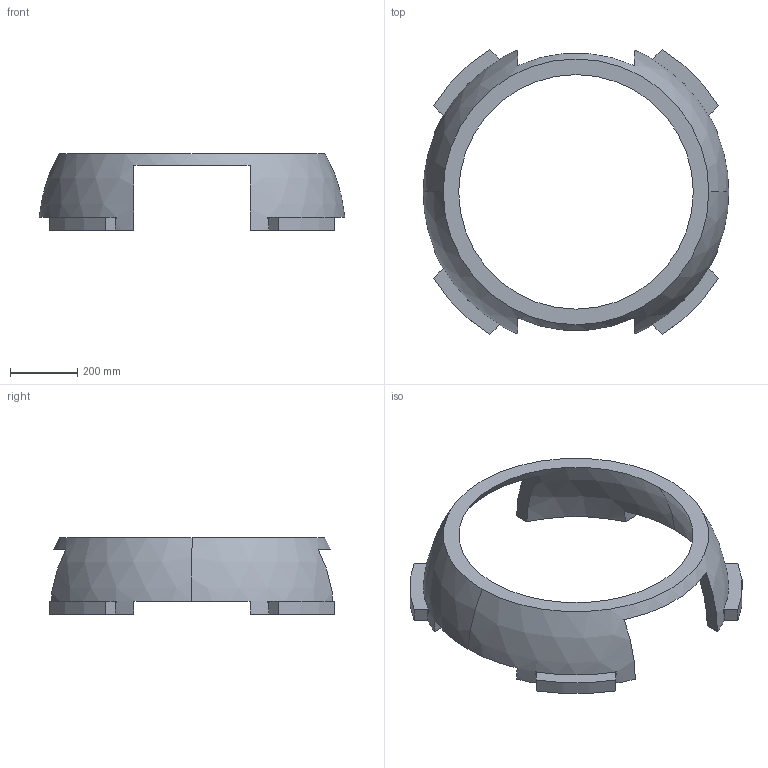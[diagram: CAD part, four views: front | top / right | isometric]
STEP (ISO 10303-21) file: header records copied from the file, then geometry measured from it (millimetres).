
FILE_DESCRIPTION(('produced by SPATIAL CORP'),'2;1');
FILE_NAME( 'inner_malloctb.hh.sat.stp','2002-04-22T10:02:32+00:00',('SPATIAL CORP'), ('SPATIAL CORP'),'ACIS STEP Husk','http://www.spatial.com', 'SPATIAL CORP');
FILE_SCHEMA(('CONFIG_CONTROL_DESIGN'));
Length unit declared in the file: millimetre
Products named in the file (1): PRODUCT_ID_1
Bounding box: 906.82 x 845.14 x 227.56 mm (x, y, z)
Volume: 19305582.4 mm3; surface area: 1254119.4 mm2
Topology: 1 solids, 1 shells, 45 faces, 132 edges, 88 vertices
Faces by surface type: plane 37, cylinder 4, sphere 4
Entity records: 1591 total; most frequent: DIRECTION 282, ORIENTED_EDGE 264, CARTESIAN_POINT 257, EDGE_CURVE 132, AXIS2_PLACEMENT_3D 113, VERTEX_POINT 88, CIRCLE 70, VECTOR 56
